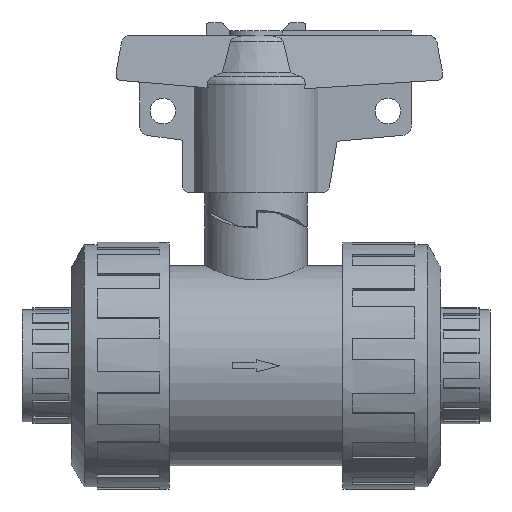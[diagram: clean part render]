
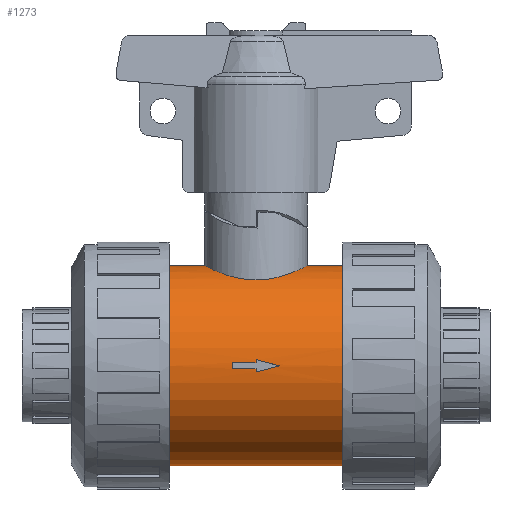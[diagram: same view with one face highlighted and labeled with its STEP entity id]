
A CAD part, front view. The second image highlights one B-rep face of the part: STEP entity #1273.
In plain terms, the highlighted cylindrical face has radius 21.465 mm (diameter 42.93 mm), a partial arc.
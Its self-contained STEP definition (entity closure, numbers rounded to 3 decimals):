
#1273=ADVANCED_FACE('',(#2573,#2574),#2575,.T.);
#2573=FACE_OUTER_BOUND('',#3880,.T.);
#2574=FACE_BOUND('',#3881,.T.);
#2575=CYLINDRICAL_SURFACE('',#3882,21.465);
#3880=EDGE_LOOP('',(#7887,#7888,#7889,#7890,#7891,#7892,#7893));
#3881=EDGE_LOOP('',(#7894,#7895,#7896,#7897,#7898,#7899,#7900));
#3882=AXIS2_PLACEMENT_3D('',#7901,#7902,#7903);
#7887=ORIENTED_EDGE('',*,*,#8036,.T.);
#7888=ORIENTED_EDGE('',*,*,#9603,.T.);
#7889=ORIENTED_EDGE('',*,*,#8039,.T.);
#7890=ORIENTED_EDGE('',*,*,#9604,.T.);
#7891=ORIENTED_EDGE('',*,*,#9605,.T.);
#7892=ORIENTED_EDGE('',*,*,#8038,.T.);
#7893=ORIENTED_EDGE('',*,*,#9606,.T.);
#7894=ORIENTED_EDGE('',*,*,#9587,.T.);
#7895=ORIENTED_EDGE('',*,*,#9576,.T.);
#7896=ORIENTED_EDGE('',*,*,#9565,.T.);
#7897=ORIENTED_EDGE('',*,*,#9552,.T.);
#7898=ORIENTED_EDGE('',*,*,#9557,.T.);
#7899=ORIENTED_EDGE('',*,*,#9569,.T.);
#7900=ORIENTED_EDGE('',*,*,#9580,.T.);
#7901=CARTESIAN_POINT('',(0.0,0.0,0.0));
#7902=DIRECTION('',(1.0,0.0,0.0));
#7903=DIRECTION('',(0.0,0.0,-1.0));
#8036=EDGE_CURVE('',#9680,#9681,#9682,.T.);
#8038=EDGE_CURVE('',#9648,#9683,#9685,.T.);
#8039=EDGE_CURVE('',#9686,#9645,#9687,.T.);
#9552=EDGE_CURVE('',#11937,#11938,#11939,.T.);
#9557=EDGE_CURVE('',#11938,#11946,#11947,.T.);
#9565=EDGE_CURVE('',#11958,#11937,#11959,.T.);
#9569=EDGE_CURVE('',#11946,#11964,#11965,.T.);
#9576=EDGE_CURVE('',#11974,#11958,#11975,.T.);
#9580=EDGE_CURVE('',#11964,#11980,#11981,.T.);
#9587=EDGE_CURVE('',#11980,#11974,#11990,.T.);
#9603=EDGE_CURVE('',#9681,#9686,#12009,.T.);
#9604=EDGE_CURVE('',#9645,#12010,#12011,.T.);
#9605=EDGE_CURVE('',#12010,#9648,#12012,.T.);
#9606=EDGE_CURVE('',#9683,#9680,#12013,.T.);
#9645=VERTEX_POINT('',#12057);
#9648=VERTEX_POINT('',#12061);
#9680=VERTEX_POINT('',#12131);
#9681=VERTEX_POINT('',#12132);
#9682=LINE('',#12133,#12134);
#9683=VERTEX_POINT('',#12135);
#9685=LINE('',#12137,#12138);
#9686=VERTEX_POINT('',#12139);
#9687=LINE('',#12140,#12141);
#11937=VERTEX_POINT('',#15610);
#11938=VERTEX_POINT('',#15611);
#11939=LINE('',#15612,#15613);
#11946=VERTEX_POINT('',#15623);
#11947=CIRCLE('',#15624,21.465);
#11958=VERTEX_POINT('',#15640);
#11959=CIRCLE('',#15641,21.465);
#11964=VERTEX_POINT('',#15648);
#11965=ELLIPSE('',#15649,84.3,21.465);
#11974=VERTEX_POINT('',#15662);
#11975=LINE('',#15663,#15664);
#11980=VERTEX_POINT('',#15671);
#11981=ELLIPSE('',#15672,84.3,21.465);
#11990=CIRCLE('',#15685,21.465);
#12009=CIRCLE('',#15712,21.465);
#12010=VERTEX_POINT('',#15713);
#12011=B_SPLINE_CURVE_WITH_KNOTS('',3,(#15714,#15715,#15716,#15717,#15718,#15719,#15720,#15721,#15722,#15723,#15724,#15725,#15726,#15727,#15728,#15729,#15730,#15731),.UNSPECIFIED.,.F.,.F.,(4,2,2,2,2,2,2,2,4),(50.751,52.862,54.974,57.085,59.196,61.314,63.432,65.55,67.668),.UNSPECIFIED.);
#12012=B_SPLINE_CURVE_WITH_KNOTS('',3,(#15732,#15733,#15734,#15735,#15736,#15737,#15738,#15739,#15740,#15741,#15742,#15743,#15744,#15745,#15746,#15747,#15748,#15749),.UNSPECIFIED.,.F.,.F.,(4,2,2,2,2,2,2,2,4),(0.0,2.118,4.236,6.354,8.471,10.583,12.694,14.806,16.917),.UNSPECIFIED.);
#12013=CIRCLE('',#15750,21.465);
#12057=CARTESIAN_POINT('',(10.99,0.,21.465));
#12061=CARTESIAN_POINT('',(-10.99,0.,21.465));
#12131=CARTESIAN_POINT('',(-18.647,0.,-21.465));
#12132=CARTESIAN_POINT('',(18.647,0.,-21.465));
#12133=CARTESIAN_POINT('',(0.0,0.,-21.465));
#12134=VECTOR('',#15826,1.0);
#12135=CARTESIAN_POINT('',(-18.647,0.,21.465));
#12137=CARTESIAN_POINT('',(0.0,0.,21.465));
#12138=VECTOR('',#15830,1.0);
#12139=CARTESIAN_POINT('',(18.647,0.,21.465));
#12140=CARTESIAN_POINT('',(0.0,0.,21.465));
#12141=VECTOR('',#15831,1.0);
#15610=CARTESIAN_POINT('',(-5.0,-21.455,0.658));
#15611=CARTESIAN_POINT('',(0.0,-21.455,0.658));
#15612=CARTESIAN_POINT('',(-2.5,-21.455,0.658));
#15613=VECTOR('',#17677,1.0);
#15623=CARTESIAN_POINT('',(0.0,-21.425,1.317));
#15624=AXIS2_PLACEMENT_3D('',#17681,#17682,#17683);
#15640=CARTESIAN_POINT('',(-5.0,-21.455,-0.658));
#15641=AXIS2_PLACEMENT_3D('',#17689,#17690,#17691);
#15648=CARTESIAN_POINT('',(5.0,-21.465,0.0));
#15649=AXIS2_PLACEMENT_3D('',#17694,#17695,#17696);
#15662=CARTESIAN_POINT('',(0.0,-21.455,-0.658));
#15663=CARTESIAN_POINT('',(-2.5,-21.455,-0.658));
#15664=VECTOR('',#17701,1.0);
#15671=CARTESIAN_POINT('',(0.0,-21.425,-1.317));
#15672=AXIS2_PLACEMENT_3D('',#17704,#17705,#17706);
#15685=AXIS2_PLACEMENT_3D('',#17711,#17712,#17713);
#15712=AXIS2_PLACEMENT_3D('',#17722,#17723,#17724);
#15713=CARTESIAN_POINT('',(0.0,-10.99,18.438));
#15714=CARTESIAN_POINT('',(10.99,0.,21.465));
#15715=CARTESIAN_POINT('',(10.99,-0.704,21.465));
#15716=CARTESIAN_POINT('',(10.921,-1.428,21.43));
#15717=CARTESIAN_POINT('',(10.637,-2.859,21.286));
#15718=CARTESIAN_POINT('',(10.421,-3.567,21.178));
#15719=CARTESIAN_POINT('',(9.856,-4.918,20.905));
#15720=CARTESIAN_POINT('',(9.506,-5.561,20.741));
#15721=CARTESIAN_POINT('',(8.704,-6.748,20.386));
#15722=CARTESIAN_POINT('',(8.251,-7.291,20.195));
#15723=CARTESIAN_POINT('',(7.29,-8.252,19.822));
#15724=CARTESIAN_POINT('',(6.746,-8.705,19.625));
#15725=CARTESIAN_POINT('',(5.56,-9.507,19.25));
#15726=CARTESIAN_POINT('',(4.917,-9.856,19.071));
#15727=CARTESIAN_POINT('',(3.568,-10.42,18.769));
#15728=CARTESIAN_POINT('',(2.862,-10.636,18.645));
#15729=CARTESIAN_POINT('',(1.43,-10.921,18.48));
#15730=CARTESIAN_POINT('',(0.706,-10.99,18.438));
#15731=CARTESIAN_POINT('',(0.0,-10.99,18.438));
#15732=CARTESIAN_POINT('',(0.0,-10.99,18.438));
#15733=CARTESIAN_POINT('',(-0.706,-10.99,18.438));
#15734=CARTESIAN_POINT('',(-1.43,-10.921,18.48));
#15735=CARTESIAN_POINT('',(-2.862,-10.636,18.645));
#15736=CARTESIAN_POINT('',(-3.568,-10.42,18.769));
#15737=CARTESIAN_POINT('',(-4.917,-9.856,19.071));
#15738=CARTESIAN_POINT('',(-5.56,-9.507,19.25));
#15739=CARTESIAN_POINT('',(-6.746,-8.705,19.625));
#15740=CARTESIAN_POINT('',(-7.29,-8.252,19.822));
#15741=CARTESIAN_POINT('',(-8.251,-7.291,20.195));
#15742=CARTESIAN_POINT('',(-8.704,-6.748,20.386));
#15743=CARTESIAN_POINT('',(-9.506,-5.561,20.741));
#15744=CARTESIAN_POINT('',(-9.856,-4.918,20.905));
#15745=CARTESIAN_POINT('',(-10.421,-3.567,21.178));
#15746=CARTESIAN_POINT('',(-10.637,-2.859,21.286));
#15747=CARTESIAN_POINT('',(-10.921,-1.428,21.43));
#15748=CARTESIAN_POINT('',(-10.99,-0.704,21.465));
#15749=CARTESIAN_POINT('',(-10.99,0.,21.465));
#15750=AXIS2_PLACEMENT_3D('',#17725,#17726,#17727);
#15826=DIRECTION('',(1.0,0.0,0.0));
#15830=DIRECTION('',(-1.0,-0.0,-0.0));
#15831=DIRECTION('',(-1.0,-0.0,-0.0));
#17677=DIRECTION('',(1.0,0.0,0.0));
#17681=CARTESIAN_POINT('',(0.0,0.0,0.0));
#17682=DIRECTION('',(-1.0,0.0,0.0));
#17683=DIRECTION('',(0.0,0.0,-1.0));
#17689=CARTESIAN_POINT('',(-5.0,0.0,0.0));
#17690=DIRECTION('',(-1.0,0.0,0.0));
#17691=DIRECTION('',(0.0,0.0,-1.0));
#17694=CARTESIAN_POINT('',(5.0,0.0,0.0));
#17695=DIRECTION('',(0.255,-0.0,0.967));
#17696=DIRECTION('',(0.967,0.0,-0.255));
#17701=DIRECTION('',(-1.0,-0.0,-0.0));
#17704=CARTESIAN_POINT('',(5.0,0.0,0.0));
#17705=DIRECTION('',(0.255,0.0,-0.967));
#17706=DIRECTION('',(-0.967,0.0,-0.255));
#17711=CARTESIAN_POINT('',(0.0,0.0,0.0));
#17712=DIRECTION('',(-1.0,0.0,0.0));
#17713=DIRECTION('',(0.0,0.0,-1.0));
#17722=CARTESIAN_POINT('',(18.647,0.0,0.0));
#17723=DIRECTION('',(-1.0,0.0,0.0));
#17724=DIRECTION('',(0.0,0.0,-1.0));
#17725=CARTESIAN_POINT('',(-18.647,0.0,0.0));
#17726=DIRECTION('',(1.0,0.0,0.0));
#17727=DIRECTION('',(0.0,0.0,-1.0));
